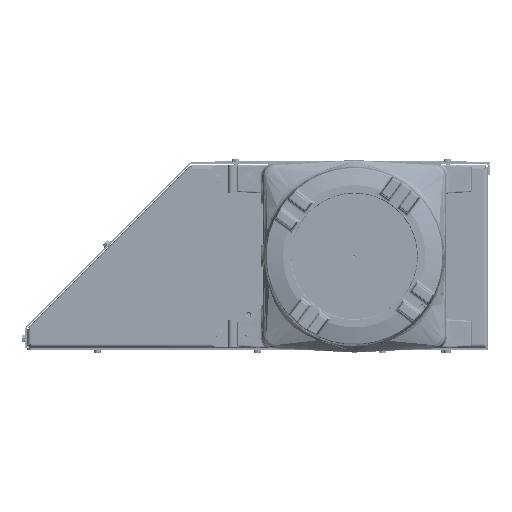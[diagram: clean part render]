
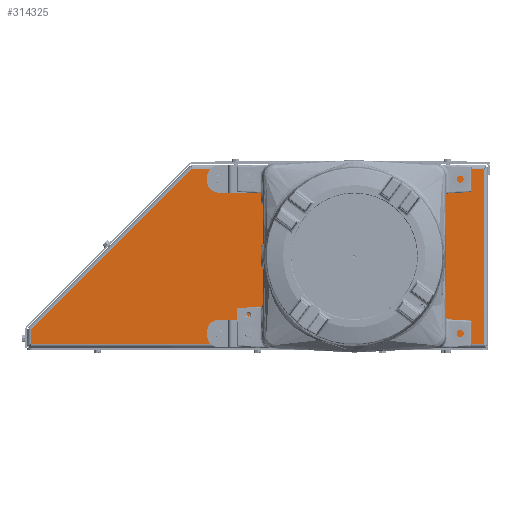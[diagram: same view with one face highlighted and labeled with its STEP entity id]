
A CAD part, left-side view. The second image highlights one B-rep face of the part: STEP entity #314325.
In plain terms, the highlighted planar face has unit normal (-1, 0, 0).
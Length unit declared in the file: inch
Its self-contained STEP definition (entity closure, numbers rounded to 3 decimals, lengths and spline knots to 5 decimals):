
#136 = CARTESIAN_POINT ( 'NONE',  ( -35.8905, -6.8153, -1.54512 ) ) ;
#2440 = LINE ( 'NONE', #443912, #446038 ) ;
#11977 = AXIS2_PLACEMENT_3D ( 'NONE', #69643, #255676, #205266 ) ;
#12746 = VERTEX_POINT ( 'NONE', #589341 ) ;
#21528 = LINE ( 'NONE', #131670, #559463 ) ;
#27505 = CARTESIAN_POINT ( 'NONE',  ( -35.8905, 1.70993, 3.32988 ) ) ;
#30310 = VECTOR ( 'NONE', #77797, 39.37008 ) ;
#32864 = EDGE_CURVE ( 'NONE', #270956, #621253, #21528, .T. ) ;
#39851 = DIRECTION ( 'NONE',  ( 1., 0., 0. ) ) ;
#49309 = ORIENTED_EDGE ( 'NONE', *, *, #315995, .T. ) ;
#57590 = AXIS2_PLACEMENT_3D ( 'NONE', #136, #566350, #273224 ) ;
#69643 = CARTESIAN_POINT ( 'NONE',  ( -35.8905, -6.8153, 1.45488 ) ) ;
#74555 = VERTEX_POINT ( 'NONE', #565751 ) ;
#76580 = FACE_BOUND ( 'NONE', #291790, .T. ) ;
#77797 = DIRECTION ( 'NONE',  ( 0., 0., 1. ) ) ;
#77841 = ORIENTED_EDGE ( 'NONE', *, *, #369954, .T. ) ;
#82196 = EDGE_CURVE ( 'NONE', #497549, #623146, #334007, .T. ) ;
#103461 = ORIENTED_EDGE ( 'NONE', *, *, #32864, .T. ) ;
#107125 = ORIENTED_EDGE ( 'NONE', *, *, #242082, .F. ) ;
#107372 = VERTEX_POINT ( 'NONE', #157771 ) ;
#114012 = EDGE_LOOP ( 'NONE', ( #212919, #77841 ) ) ;
#119267 = AXIS2_PLACEMENT_3D ( 'NONE', #595862, #277027, #466175 ) ;
#122011 = CARTESIAN_POINT ( 'NONE',  ( -35.8905, -9.8906, -3.87042 ) ) ;
#131111 = AXIS2_PLACEMENT_3D ( 'NONE', #27505, #39851, #462589 ) ;
#131670 = CARTESIAN_POINT ( 'NONE',  ( -35.8905, -68.35565, 75.00377 ) ) ;
#132805 = AXIS2_PLACEMENT_3D ( 'NONE', #559093, #174285, #180503 ) ;
#138899 = CARTESIAN_POINT ( 'NONE',  ( -35.8905, -6.8153, 2.14238 ) ) ;
#152131 = CARTESIAN_POINT ( 'NONE',  ( -35.8905, -6.8153, 1.45488 ) ) ;
#153456 = CARTESIAN_POINT ( 'NONE',  ( -35.8905, 1.71115, -3.63637 ) ) ;
#157771 = CARTESIAN_POINT ( 'NONE',  ( -35.8905, -6.8153, -0.85762 ) ) ;
#165759 = CIRCLE ( 'NONE', #457878, 0.6875 ) ;
#171262 = FACE_OUTER_BOUND ( 'NONE', #578406, .T. ) ;
#172544 = VERTEX_POINT ( 'NONE', #138899 ) ;
#174285 = DIRECTION ( 'NONE',  ( 1., 0., 0. ) ) ;
#174371 = DIRECTION ( 'NONE',  ( 1., 0., 0. ) ) ;
#179870 = CARTESIAN_POINT ( 'NONE',  ( -35.8905, -9.2656, 3.15518 ) ) ;
#180503 = DIRECTION ( 'NONE',  ( 0., 0., -1. ) ) ;
#202541 = DIRECTION ( 'NONE',  ( 0., 0., -1. ) ) ;
#205266 = DIRECTION ( 'NONE',  ( 0., 0., -1. ) ) ;
#212919 = ORIENTED_EDGE ( 'NONE', *, *, #465921, .T. ) ;
#222459 = ORIENTED_EDGE ( 'NONE', *, *, #516132, .T. ) ;
#223162 = VERTEX_POINT ( 'NONE', #153456 ) ;
#234890 = CARTESIAN_POINT ( 'NONE',  ( -35.8905, 2.86794, 3.78018 ) ) ;
#239087 = VERTEX_POINT ( 'NONE', #309049 ) ;
#242082 = EDGE_CURVE ( 'NONE', #586427, #559833, #588954, .T. ) ;
#243304 = EDGE_CURVE ( 'NONE', #107372, #74555, #248035, .T. ) ;
#248035 = CIRCLE ( 'NONE', #469906, 0.6875 ) ;
#255676 = DIRECTION ( 'NONE',  ( 1., 0., 0. ) ) ;
#267655 = CARTESIAN_POINT ( 'NONE',  ( -35.8905, -6.8153, -1.54512 ) ) ;
#270956 = VERTEX_POINT ( 'NONE', #234890 ) ;
#273224 = DIRECTION ( 'NONE',  ( 0., 0., -1. ) ) ;
#277027 = DIRECTION ( 'NONE',  ( -1., 0., 0. ) ) ;
#287858 = DIRECTION ( 'NONE',  ( 1., 0., 0. ) ) ;
#291790 = EDGE_LOOP ( 'NONE', ( #363783, #513586 ) ) ;
#298444 = AXIS2_PLACEMENT_3D ( 'NONE', #376110, #174371, #328883 ) ;
#304260 = DIRECTION ( 'NONE',  ( 0., 0., -1. ) ) ;
#305012 = EDGE_CURVE ( 'NONE', #239087, #172544, #165759, .T. ) ;
#309049 = CARTESIAN_POINT ( 'NONE',  ( -35.8905, -6.8153, 0.76738 ) ) ;
#309872 = CARTESIAN_POINT ( 'NONE',  ( -35.8905, -9.8906, 3.78018 ) ) ;
#314325 = ADVANCED_FACE ( 'NONE', ( #606490, #322549, #423411, #372953, #76580, #171262 ), #376016, .F. ) ;
#315016 = DIRECTION ( 'NONE',  ( 0., 0., -1. ) ) ;
#315995 = EDGE_CURVE ( 'NONE', #400514, #223162, #379310, .T. ) ;
#318735 = EDGE_LOOP ( 'NONE', ( #511134, #107125 ) ) ;
#322549 = FACE_BOUND ( 'NONE', #114012, .T. ) ;
#328883 = DIRECTION ( 'NONE',  ( 0., 0., -1. ) ) ;
#334007 = LINE ( 'NONE', #478860, #583568 ) ;
#344753 = CIRCLE ( 'NONE', #11977, 0.6875 ) ;
#348395 = LINE ( 'NONE', #540717, #419617 ) ;
#354888 = CIRCLE ( 'NONE', #515883, 0.21625 ) ;
#363783 = ORIENTED_EDGE ( 'NONE', *, *, #617342, .T. ) ;
#368989 = AXIS2_PLACEMENT_3D ( 'NONE', #568235, #420097, #571364 ) ;
#369954 = EDGE_CURVE ( 'NONE', #420582, #12746, #399298, .T. ) ;
#371309 = EDGE_CURVE ( 'NONE', #559833, #586427, #391225, .T. ) ;
#372350 = DIRECTION ( 'NONE',  ( -1., 0., 0. ) ) ;
#372872 = CIRCLE ( 'NONE', #131111, 0.21625 ) ;
#372892 = ORIENTED_EDGE ( 'NONE', *, *, #82196, .T. ) ;
#372953 = FACE_BOUND ( 'NONE', #401104, .T. ) ;
#374463 = DIRECTION ( 'NONE',  ( 0., 0.707, -0.707 ) ) ;
#376016 = PLANE ( 'NONE',  #132805 ) ;
#376110 = CARTESIAN_POINT ( 'NONE',  ( -35.8905, 1.70993, 3.32988 ) ) ;
#379310 = CIRCLE ( 'NONE', #368989, 0.21625 ) ;
#391225 = CIRCLE ( 'NONE', #119267, 0.075 ) ;
#398576 = ORIENTED_EDGE ( 'NONE', *, *, #418225, .T. ) ;
#399298 = CIRCLE ( 'NONE', #298444, 0.21625 ) ;
#400514 = VERTEX_POINT ( 'NONE', #599917 ) ;
#401104 = EDGE_LOOP ( 'NONE', ( #492124, #222459 ) ) ;
#402030 = CARTESIAN_POINT ( 'NONE',  ( -35.8905, 1.71115, -3.42012 ) ) ;
#406055 = ORIENTED_EDGE ( 'NONE', *, *, #611500, .T. ) ;
#416166 = DIRECTION ( 'NONE',  ( 0., -1., 0. ) ) ;
#418225 = EDGE_CURVE ( 'NONE', #223162, #400514, #354888, .T. ) ;
#419617 = VECTOR ( 'NONE', #439886, 39.37008 ) ;
#420097 = DIRECTION ( 'NONE',  ( 1., 0., 0. ) ) ;
#420582 = VERTEX_POINT ( 'NONE', #458640 ) ;
#421502 = CARTESIAN_POINT ( 'NONE',  ( -35.8905, -9.8906, -104.69812 ) ) ;
#422545 = VERTEX_POINT ( 'NONE', #309872 ) ;
#423411 = FACE_BOUND ( 'NONE', #519023, .T. ) ;
#439886 = DIRECTION ( 'NONE',  ( 0., 1., 0. ) ) ;
#443912 = CARTESIAN_POINT ( 'NONE',  ( -35.8905, 9.8906, 97.48288 ) ) ;
#446038 = VECTOR ( 'NONE', #535382, 39.37008 ) ;
#454776 = EDGE_CURVE ( 'NONE', #422545, #270956, #348395, .T. ) ;
#457878 = AXIS2_PLACEMENT_3D ( 'NONE', #152131, #287858, #202541 ) ;
#458640 = CARTESIAN_POINT ( 'NONE',  ( -35.8905, 1.70993, 3.54613 ) ) ;
#460019 = DIRECTION ( 'NONE',  ( 1., 0., 0. ) ) ;
#462589 = DIRECTION ( 'NONE',  ( 0., 0., -1. ) ) ;
#465520 = ORIENTED_EDGE ( 'NONE', *, *, #465957, .T. ) ;
#465921 = EDGE_CURVE ( 'NONE', #12746, #420582, #372872, .T. ) ;
#465957 = EDGE_CURVE ( 'NONE', #623146, #422545, #471824, .T. ) ;
#466175 = DIRECTION ( 'NONE',  ( 0., 0., 1. ) ) ;
#469906 = AXIS2_PLACEMENT_3D ( 'NONE', #267655, #460019, #315016 ) ;
#471824 = LINE ( 'NONE', #421502, #30310 ) ;
#478860 = CARTESIAN_POINT ( 'NONE',  ( -35.8905, 110.7183, -3.87042 ) ) ;
#484329 = CARTESIAN_POINT ( 'NONE',  ( -35.8905, -9.2656, 3.08018 ) ) ;
#492124 = ORIENTED_EDGE ( 'NONE', *, *, #305012, .T. ) ;
#496493 = DIRECTION ( 'NONE',  ( 1., 0., 0. ) ) ;
#497549 = VERTEX_POINT ( 'NONE', #514734 ) ;
#497883 = AXIS2_PLACEMENT_3D ( 'NONE', #179870, #372350, #564672 ) ;
#511134 = ORIENTED_EDGE ( 'NONE', *, *, #371309, .F. ) ;
#513586 = ORIENTED_EDGE ( 'NONE', *, *, #243304, .T. ) ;
#514734 = CARTESIAN_POINT ( 'NONE',  ( -35.8905, 9.8906, -3.87042 ) ) ;
#515883 = AXIS2_PLACEMENT_3D ( 'NONE', #402030, #496493, #304260 ) ;
#516132 = EDGE_CURVE ( 'NONE', #172544, #239087, #344753, .T. ) ;
#519023 = EDGE_LOOP ( 'NONE', ( #398576, #49309 ) ) ;
#535382 = DIRECTION ( 'NONE',  ( 0., 0., -1. ) ) ;
#540717 = CARTESIAN_POINT ( 'NONE',  ( -35.8905, -110.7183, 3.78018 ) ) ;
#557488 = CARTESIAN_POINT ( 'NONE',  ( -35.8905, -9.2656, 3.23018 ) ) ;
#559093 = CARTESIAN_POINT ( 'NONE',  ( -35.8905, 0., 0. ) ) ;
#559463 = VECTOR ( 'NONE', #374463, 39.37008 ) ;
#559833 = VERTEX_POINT ( 'NONE', #557488 ) ;
#564672 = DIRECTION ( 'NONE',  ( 0., 0., 1. ) ) ;
#564804 = ORIENTED_EDGE ( 'NONE', *, *, #454776, .T. ) ;
#565751 = CARTESIAN_POINT ( 'NONE',  ( -35.8905, -6.8153, -2.23262 ) ) ;
#566350 = DIRECTION ( 'NONE',  ( 1., 0., 0. ) ) ;
#568235 = CARTESIAN_POINT ( 'NONE',  ( -35.8905, 1.71115, -3.42012 ) ) ;
#571287 = CIRCLE ( 'NONE', #57590, 0.6875 ) ;
#571364 = DIRECTION ( 'NONE',  ( 0., 0., -1. ) ) ;
#578406 = EDGE_LOOP ( 'NONE', ( #406055, #372892, #465520, #564804, #103461 ) ) ;
#583568 = VECTOR ( 'NONE', #416166, 39.37008 ) ;
#586427 = VERTEX_POINT ( 'NONE', #484329 ) ;
#588954 = CIRCLE ( 'NONE', #497883, 0.075 ) ;
#589341 = CARTESIAN_POINT ( 'NONE',  ( -35.8905, 1.70993, 3.11363 ) ) ;
#595862 = CARTESIAN_POINT ( 'NONE',  ( -35.8905, -9.2656, 3.15518 ) ) ;
#599396 = CARTESIAN_POINT ( 'NONE',  ( -35.8905, 9.8906, -3.24248 ) ) ;
#599917 = CARTESIAN_POINT ( 'NONE',  ( -35.8905, 1.71115, -3.20387 ) ) ;
#606490 = FACE_BOUND ( 'NONE', #318735, .T. ) ;
#611500 = EDGE_CURVE ( 'NONE', #621253, #497549, #2440, .T. ) ;
#617342 = EDGE_CURVE ( 'NONE', #74555, #107372, #571287, .T. ) ;
#621253 = VERTEX_POINT ( 'NONE', #599396 ) ;
#623146 = VERTEX_POINT ( 'NONE', #122011 ) ;
